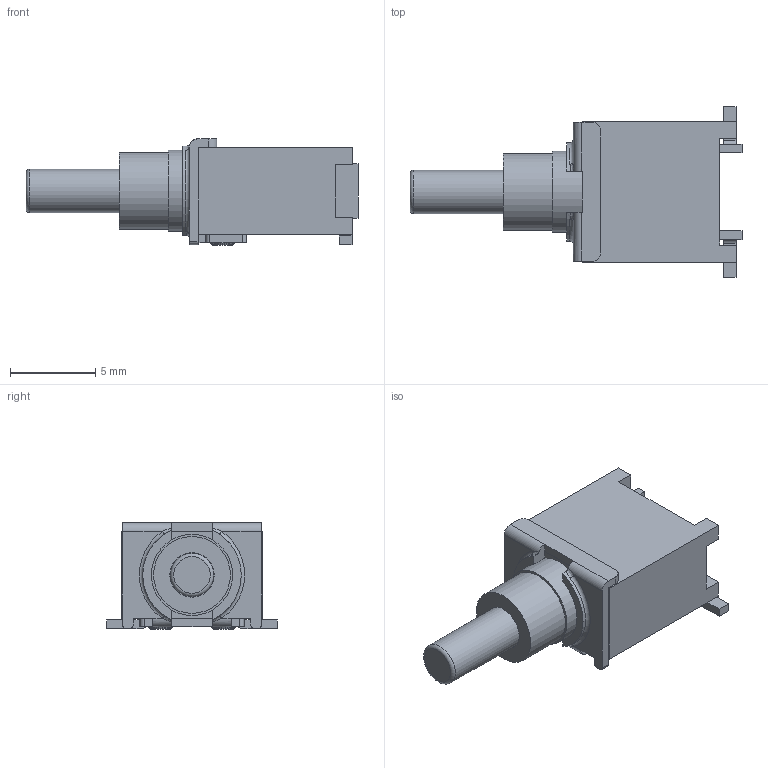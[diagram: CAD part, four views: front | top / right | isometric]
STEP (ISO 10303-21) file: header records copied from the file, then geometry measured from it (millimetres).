
FILE_DESCRIPTION((' '),'2;1');
FILE_NAME('800BWSP9SM6xE.stp','2017-07-26T14:03:58',(' '),(' '),' ','ACIS',' ');
FILE_SCHEMA(('CONFIG_CONTROL_DESIGN'));
Length unit declared in the file: inch
Products named in the file (4): 800BWSP9SM6xE.stp; Body1; Body2; Body3
Assembly tree (3 placements, depth 2):
  800BWSP9SM6xE.stp
    Body1
    Body2
    Body3
Bounding box: 19.45 x 9.98 x 6.22 mm (x, y, z)
Volume: 479.4 mm3; surface area: 623.7 mm2
Topology: 3 solids, 3 shells, 119 faces, 314 edges, 203 vertices
Faces by surface type: plane 82, cylinder 24, torus 7, bspline 4, cone 2
Full cylindrical faces by diameter (mm): 2.54 x1, 2.6 x1, 4.5 x1, 4.75 x1
Entity records: 4353 total; most frequent: CARTESIAN_POINT 862, DIRECTION 612, ORIENTED_EDGE 610, EDGE_CURVE 305, VECTOR 226, LINE 226, VERTEX_POINT 203, AXIS2_PLACEMENT_3D 193
